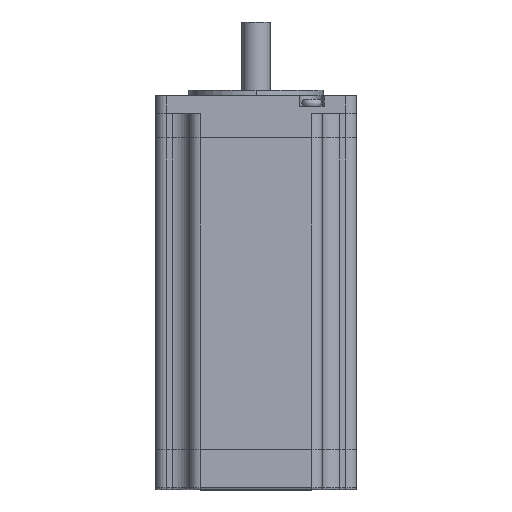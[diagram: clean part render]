
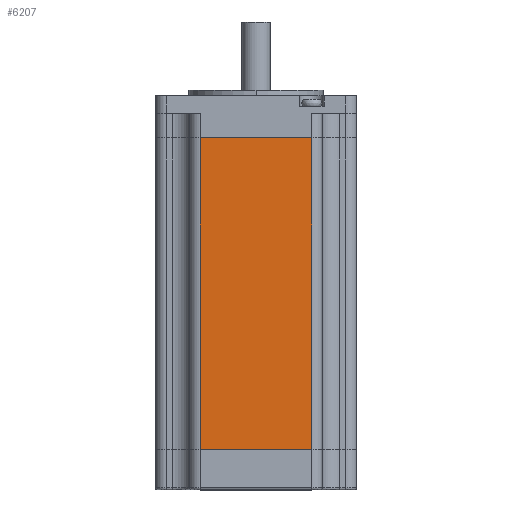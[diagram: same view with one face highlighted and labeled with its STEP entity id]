
A CAD part, top view. The second image highlights one B-rep face of the part: STEP entity #6207.
In plain terms, the highlighted planar face has unit normal (0, 0, 1).
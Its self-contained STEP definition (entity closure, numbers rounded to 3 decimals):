
#57 = CARTESIAN_POINT ( 'NONE',  ( 44.3, 88.5, 0. ) ) ;
#219 = EDGE_CURVE ( 'NONE', #4965, #306, #6448, .T. ) ;
#291 = CARTESIAN_POINT ( 'NONE',  ( 12.7, 0., 0. ) ) ;
#306 = VERTEX_POINT ( 'NONE', #5123 ) ;
#478 = LINE ( 'NONE', #6253, #3356 ) ;
#825 = EDGE_CURVE ( 'NONE', #5776, #1041, #1770, .T. ) ;
#884 = CARTESIAN_POINT ( 'NONE',  ( 12.7, 88.5, 0. ) ) ;
#1041 = VERTEX_POINT ( 'NONE', #291 ) ;
#1103 = EDGE_LOOP ( 'NONE', ( #3255, #4149, #4237, #4633 ) ) ;
#1316 = CARTESIAN_POINT ( 'NONE',  ( 44.3, 0., 0. ) ) ;
#1732 = CARTESIAN_POINT ( 'NONE',  ( 44.3, 88.5, 0. ) ) ;
#1770 = LINE ( 'NONE', #884, #3029 ) ;
#1839 = VECTOR ( 'NONE', #5115, 1000. ) ;
#1844 = FACE_OUTER_BOUND ( 'NONE', #1103, .T. ) ;
#2213 = CARTESIAN_POINT ( 'NONE',  ( 44.3, 88.5, 0. ) ) ;
#2272 = DIRECTION ( 'NONE',  ( 0., 0., 1. ) ) ;
#2472 = DIRECTION ( 'NONE',  ( -1., 0., 0. ) ) ;
#2772 = AXIS2_PLACEMENT_3D ( 'NONE', #1732, #2272, #6054 ) ;
#2931 = LINE ( 'NONE', #1316, #1839 ) ;
#3029 = VECTOR ( 'NONE', #4069, 1000. ) ;
#3255 = ORIENTED_EDGE ( 'NONE', *, *, #6734, .F. ) ;
#3339 = EDGE_CURVE ( 'NONE', #4965, #5776, #478, .T. ) ;
#3356 = VECTOR ( 'NONE', #2472, 1000. ) ;
#3720 = VECTOR ( 'NONE', #6549, 1000. ) ;
#4069 = DIRECTION ( 'NONE',  ( 0., -1., 0. ) ) ;
#4119 = CARTESIAN_POINT ( 'NONE',  ( 12.7, 88.5, 0. ) ) ;
#4149 = ORIENTED_EDGE ( 'NONE', *, *, #219, .F. ) ;
#4237 = ORIENTED_EDGE ( 'NONE', *, *, #3339, .T. ) ;
#4633 = ORIENTED_EDGE ( 'NONE', *, *, #825, .T. ) ;
#4963 = PLANE ( 'NONE',  #2772 ) ;
#4965 = VERTEX_POINT ( 'NONE', #2213 ) ;
#5115 = DIRECTION ( 'NONE',  ( -1., 0., 0. ) ) ;
#5123 = CARTESIAN_POINT ( 'NONE',  ( 44.3, 0., 0. ) ) ;
#5776 = VERTEX_POINT ( 'NONE', #4119 ) ;
#6054 = DIRECTION ( 'NONE',  ( 1., 0., 0. ) ) ;
#6207 = ADVANCED_FACE ( 'NONE', ( #1844 ), #4963, .T. ) ;
#6253 = CARTESIAN_POINT ( 'NONE',  ( 44.3, 88.5, 0. ) ) ;
#6448 = LINE ( 'NONE', #57, #3720 ) ;
#6549 = DIRECTION ( 'NONE',  ( 0., -1., 0. ) ) ;
#6734 = EDGE_CURVE ( 'NONE', #306, #1041, #2931, .T. ) ;
